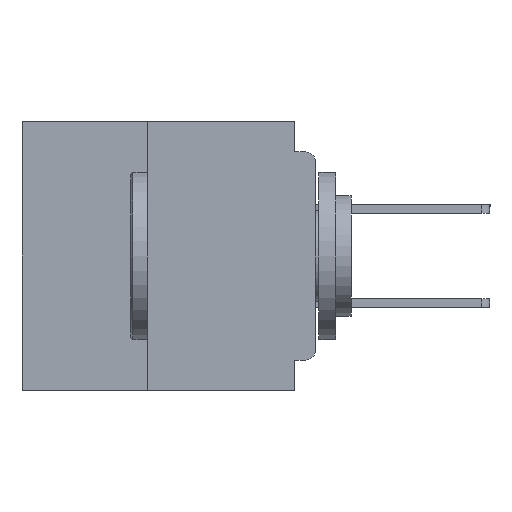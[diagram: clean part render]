
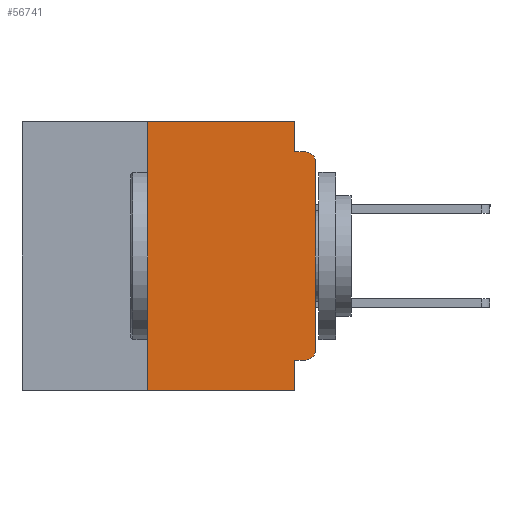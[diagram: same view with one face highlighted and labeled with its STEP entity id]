
A CAD part, left-side view. The second image highlights one B-rep face of the part: STEP entity #56741.
In plain terms, the highlighted planar face has unit normal (-1, 0, 0).
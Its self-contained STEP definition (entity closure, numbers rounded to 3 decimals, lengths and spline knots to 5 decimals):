
#830 = LINE ( 'NONE', #39616, #38874 ) ;
#2712 = EDGE_CURVE ( 'NONE', #14930, #49335, #22277, .T. ) ;
#3450 = DIRECTION ( 'NONE',  ( 0., 0., -1. ) ) ;
#3853 = ORIENTED_EDGE ( 'NONE', *, *, #19780, .T. ) ;
#3932 = DIRECTION ( 'NONE',  ( 0., 0., -1. ) ) ;
#4853 = CARTESIAN_POINT ( 'NONE',  ( 0., 0., -0.34 ) ) ;
#4893 = VERTEX_POINT ( 'NONE', #28111 ) ;
#6265 = ORIENTED_EDGE ( 'NONE', *, *, #22974, .F. ) ;
#6910 = AXIS2_PLACEMENT_3D ( 'NONE', #60803, #32482, #3932 ) ;
#7358 = CARTESIAN_POINT ( 'NONE',  ( 0., 0.031, 0. ) ) ;
#7710 = VECTOR ( 'NONE', #12198, 39.37008 ) ;
#7938 = ORIENTED_EDGE ( 'NONE', *, *, #2712, .F. ) ;
#8466 = VECTOR ( 'NONE', #19243, 39.37008 ) ;
#8489 = CARTESIAN_POINT ( 'NONE',  ( 0., 0.015, -0.045 ) ) ;
#10059 = EDGE_LOOP ( 'NONE', ( #33833, #46951, #7938, #35774, #12645, #6265, #3853, #60732, #58629, #40896 ) ) ;
#10372 = CARTESIAN_POINT ( 'NONE',  ( 0., 0.437, -0.4 ) ) ;
#11138 = CIRCLE ( 'NONE', #6910, 0.015 ) ;
#11238 = DIRECTION ( 'NONE',  ( 0., 1., 0. ) ) ;
#11606 = EDGE_CURVE ( 'NONE', #33317, #23366, #46257, .T. ) ;
#11959 = VERTEX_POINT ( 'NONE', #54256 ) ;
#12198 = DIRECTION ( 'NONE',  ( 0., 0., -1. ) ) ;
#12645 = ORIENTED_EDGE ( 'NONE', *, *, #16177, .F. ) ;
#14930 = VERTEX_POINT ( 'NONE', #17276 ) ;
#15145 = DIRECTION ( 'NONE',  ( 0., -1., 0. ) ) ;
#16177 = EDGE_CURVE ( 'NONE', #4893, #53317, #32245, .T. ) ;
#16192 = CARTESIAN_POINT ( 'NONE',  ( 0., 0.25, -0.4 ) ) ;
#16782 = EDGE_CURVE ( 'NONE', #23366, #49335, #38842, .T. ) ;
#17276 = CARTESIAN_POINT ( 'NONE',  ( 0., 0.031, -0.045 ) ) ;
#17706 = CARTESIAN_POINT ( 'NONE',  ( 0., 0.437, 0. ) ) ;
#19243 = DIRECTION ( 'NONE',  ( 0., -1., 0. ) ) ;
#19780 = EDGE_CURVE ( 'NONE', #24238, #58410, #20053, .T. ) ;
#19930 = CARTESIAN_POINT ( 'NONE',  ( 0., 0., -0.06 ) ) ;
#20053 = LINE ( 'NONE', #10372, #43687 ) ;
#22277 = LINE ( 'NONE', #39346, #58505 ) ;
#22974 = EDGE_CURVE ( 'NONE', #24238, #4893, #28863, .T. ) ;
#23366 = VERTEX_POINT ( 'NONE', #19930 ) ;
#23955 = DIRECTION ( 'NONE',  ( -1., 0., 0. ) ) ;
#24238 = VERTEX_POINT ( 'NONE', #35609 ) ;
#25330 = VERTEX_POINT ( 'NONE', #39432 ) ;
#26136 = EDGE_CURVE ( 'NONE', #53317, #14930, #34477, .T. ) ;
#27239 = PLANE ( 'NONE',  #27825 ) ;
#27602 = LINE ( 'NONE', #57929, #54296 ) ;
#27825 = AXIS2_PLACEMENT_3D ( 'NONE', #17706, #32016, #3450 ) ;
#28111 = CARTESIAN_POINT ( 'NONE',  ( 0., 0.25, 0. ) ) ;
#28863 = LINE ( 'NONE', #16192, #51057 ) ;
#32016 = DIRECTION ( 'NONE',  ( 1., 0., 0. ) ) ;
#32245 = LINE ( 'NONE', #47588, #8466 ) ;
#32482 = DIRECTION ( 'NONE',  ( -1., 0., 0. ) ) ;
#32754 = CARTESIAN_POINT ( 'NONE',  ( 0., 0., 0. ) ) ;
#33317 = VERTEX_POINT ( 'NONE', #4853 ) ;
#33833 = ORIENTED_EDGE ( 'NONE', *, *, #11606, .T. ) ;
#33961 = AXIS2_PLACEMENT_3D ( 'NONE', #52256, #23955, #56999 ) ;
#34477 = LINE ( 'NONE', #7358, #7710 ) ;
#35609 = CARTESIAN_POINT ( 'NONE',  ( 0., 0.25, -0.4 ) ) ;
#35774 = ORIENTED_EDGE ( 'NONE', *, *, #26136, .F. ) ;
#38842 = CIRCLE ( 'NONE', #33961, 0.015 ) ;
#38874 = VECTOR ( 'NONE', #11238, 39.37008 ) ;
#39346 = CARTESIAN_POINT ( 'NONE',  ( 0., 0., -0.045 ) ) ;
#39432 = CARTESIAN_POINT ( 'NONE',  ( 0., 0.031, -0.355 ) ) ;
#39550 = DIRECTION ( 'NONE',  ( 0., -1., 0. ) ) ;
#39616 = CARTESIAN_POINT ( 'NONE',  ( 0., 0., -0.355 ) ) ;
#39923 = CARTESIAN_POINT ( 'NONE',  ( 0., 0.031, -0.4 ) ) ;
#40030 = DIRECTION ( 'NONE',  ( 0., 0., 1. ) ) ;
#40896 = ORIENTED_EDGE ( 'NONE', *, *, #45302, .T. ) ;
#42168 = EDGE_CURVE ( 'NONE', #11959, #25330, #830, .T. ) ;
#42279 = DIRECTION ( 'NONE',  ( 0., 0., 1. ) ) ;
#43687 = VECTOR ( 'NONE', #15145, 39.37008 ) ;
#43840 = DIRECTION ( 'NONE',  ( 0., 0., -1. ) ) ;
#44751 = VECTOR ( 'NONE', #42279, 39.37008 ) ;
#45302 = EDGE_CURVE ( 'NONE', #11959, #33317, #11138, .T. ) ;
#46257 = LINE ( 'NONE', #32754, #44751 ) ;
#46951 = ORIENTED_EDGE ( 'NONE', *, *, #16782, .T. ) ;
#47588 = CARTESIAN_POINT ( 'NONE',  ( 0., 0.437, 0. ) ) ;
#48100 = CARTESIAN_POINT ( 'NONE',  ( 0., 0.031, 0. ) ) ;
#48237 = FACE_OUTER_BOUND ( 'NONE', #10059, .T. ) ;
#49335 = VERTEX_POINT ( 'NONE', #8489 ) ;
#51057 = VECTOR ( 'NONE', #40030, 39.37008 ) ;
#52256 = CARTESIAN_POINT ( 'NONE',  ( 0., 0.015, -0.06 ) ) ;
#53317 = VERTEX_POINT ( 'NONE', #48100 ) ;
#54256 = CARTESIAN_POINT ( 'NONE',  ( 0., 0.015, -0.355 ) ) ;
#54296 = VECTOR ( 'NONE', #43840, 39.37008 ) ;
#55846 = EDGE_CURVE ( 'NONE', #25330, #58410, #27602, .T. ) ;
#56741 = ADVANCED_FACE ( 'NONE', ( #48237 ), #27239, .F. ) ;
#56999 = DIRECTION ( 'NONE',  ( 0., 0., -1. ) ) ;
#57929 = CARTESIAN_POINT ( 'NONE',  ( 0., 0.031, -0.4 ) ) ;
#58410 = VERTEX_POINT ( 'NONE', #39923 ) ;
#58505 = VECTOR ( 'NONE', #39550, 39.37008 ) ;
#58629 = ORIENTED_EDGE ( 'NONE', *, *, #42168, .F. ) ;
#60732 = ORIENTED_EDGE ( 'NONE', *, *, #55846, .F. ) ;
#60803 = CARTESIAN_POINT ( 'NONE',  ( 0., 0.015, -0.34 ) ) ;
